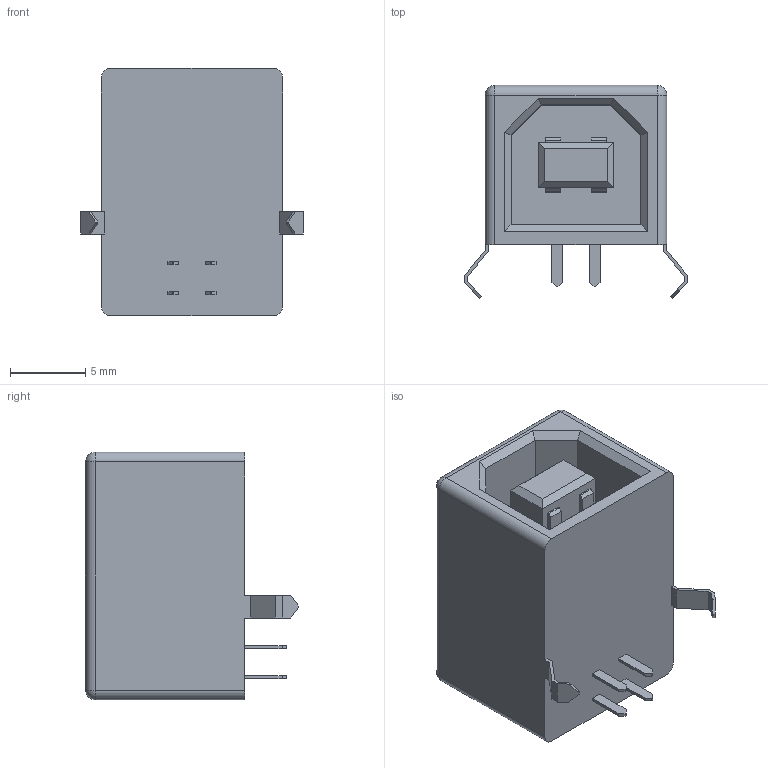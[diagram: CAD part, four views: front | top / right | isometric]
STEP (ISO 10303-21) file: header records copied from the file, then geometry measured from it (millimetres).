
FILE_DESCRIPTION(('HOOPS Exchange Step'),'2;1');
FILE_NAME('export-B12E3842-3312-4E27-A434-0AA28C211DE8.stp','2022-10-02T00:35:28-07:00',('Daxxn'),('Alibre'),'HOOPS Exchange 2022.0','Alibre','Unknown authorisation');
FILE_SCHEMA( ('AP242_MANAGED_MODEL_BASED_3D_ENGINEERING_MIM_LF {1 0 10303 442 1 1 4 }') );
Length unit declared in the file: centimetre
Products named in the file (1): USB-B1HSB6
Bounding box: 14.84 x 14.2 x 16.5 mm (x, y, z)
Volume: 1609.3 mm3; surface area: 1493.2 mm2
Topology: 1 solids, 1 shells, 112 faces, 294 edges, 186 vertices
Faces by surface type: plane 100, cylinder 8, sphere 4
Entity records: 3414 total; most frequent: CARTESIAN_POINT 590, ORIENTED_EDGE 580, DIRECTION 534, EDGE_CURVE 290, VECTOR 274, LINE 274, VERTEX_POINT 186, AXIS2_PLACEMENT_3D 130
